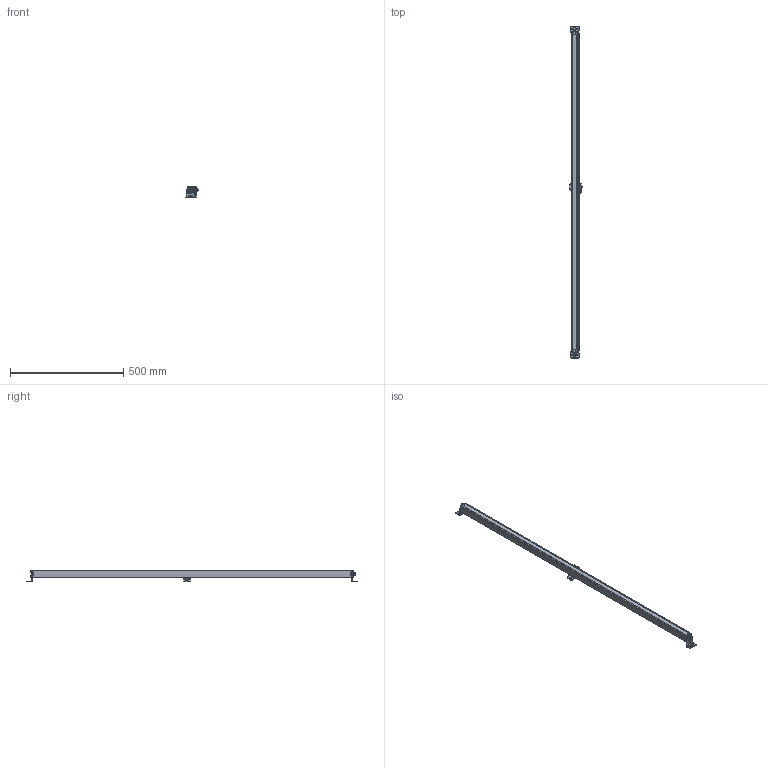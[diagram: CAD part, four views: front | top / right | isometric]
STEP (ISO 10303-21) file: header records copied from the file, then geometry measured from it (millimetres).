
FILE_DESCRIPTION((''),'2;1');
FILE_NAME('139585_SM01_ASM','2023-04-13T13:31:29',('banengservice'),('BANNER ENGINEERING'),'CREO PARAMETRIC BY PTC INC, 2022414','CREO PARAMETRIC BY PTC INC, 2022414','');
FILE_SCHEMA(('CONFIG_CONTROL_DESIGN'));
Products named in the file (7): 139585_EP01; 60139; 137997; 58892; 138766; 137998; 139585_SM01_ASM
Assembly tree (12 placements, depth 2):
  139585_SM01_ASM
    139585_EP01
    60139
    137997
    58892  x6
    138766
    137998  x2
Bounding box: 53.3 x 1469 x 52.55 mm (x, y, z)
Volume: 1443981.5 mm3; surface area: 327432.3 mm2
Topology: 12 solids, 13 shells, 2852 faces, 8482 edges, 5526 vertices
Faces by surface type: plane 1749, cylinder 793, bspline 196, torus 46, cone 36, sphere 32
Entity records: 123682 total; most frequent: CARTESIAN_POINT 66951, ORIENTED_EDGE 13044, DIRECTION 10205, EDGE_CURVE 6524, VECTOR 4273, LINE 4273, VERTEX_POINT 4248, AXIS2_PLACEMENT_3D 2966
